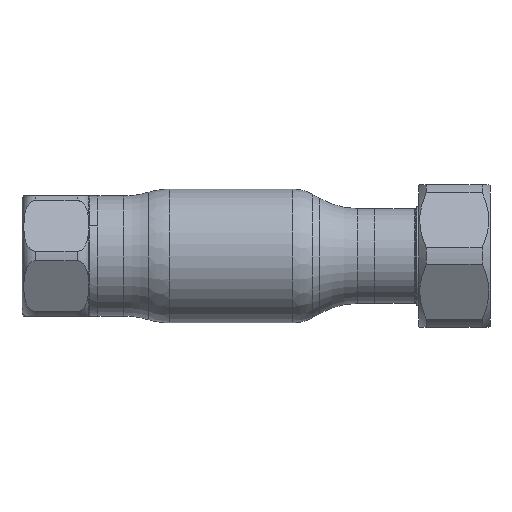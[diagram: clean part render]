
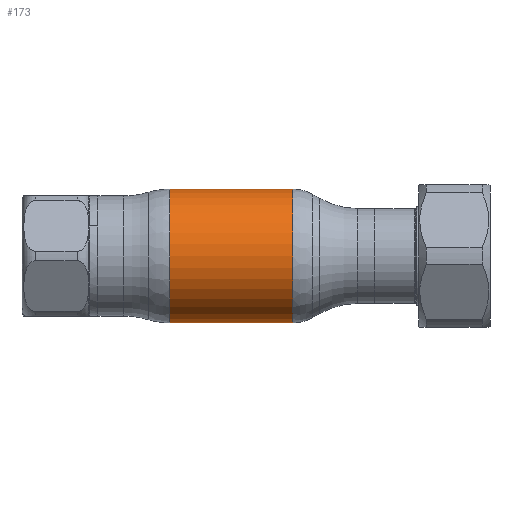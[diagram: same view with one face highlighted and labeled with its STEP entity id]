
A CAD part, front view. The second image highlights one B-rep face of the part: STEP entity #173.
In plain terms, the highlighted cylindrical face has radius 15 mm (diameter 30 mm), a partial arc.
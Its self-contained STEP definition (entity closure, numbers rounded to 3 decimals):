
#168 = FACE_OUTER_BOUND ( 'NONE', #20154, .T. ) ;
#173 = ADVANCED_FACE ( 'NONE', ( #168 ), #50265, .T. ) ;
#1252 = EDGE_CURVE ( 'NONE', #42008, #31380, #31638, .T. ) ;
#3989 = VERTEX_POINT ( 'NONE', #51238 ) ;
#7419 = VECTOR ( 'NONE', #57727, 1000. ) ;
#7691 = ORIENTED_EDGE ( 'NONE', *, *, #22268, .F. ) ;
#9638 = DIRECTION ( 'NONE',  ( 0., 0., -1. ) ) ;
#13729 = AXIS2_PLACEMENT_3D ( 'NONE', #22910, #45609, #19373 ) ;
#17581 = CARTESIAN_POINT ( 'NONE',  ( -13.909, 0., -15. ) ) ;
#19373 = DIRECTION ( 'NONE',  ( 0., 0., -1. ) ) ;
#20154 = EDGE_LOOP ( 'NONE', ( #52834, #38014, #57121, #7691 ) ) ;
#20425 = CARTESIAN_POINT ( 'NONE',  ( -13.909, 0., 15. ) ) ;
#20899 = VERTEX_POINT ( 'NONE', #20425 ) ;
#22268 = EDGE_CURVE ( 'NONE', #3989, #31380, #42243, .T. ) ;
#22788 = DIRECTION ( 'NONE',  ( 1., 0., 0. ) ) ;
#22910 = CARTESIAN_POINT ( 'NONE',  ( -13.909, 0., 0. ) ) ;
#23435 = AXIS2_PLACEMENT_3D ( 'NONE', #52053, #29329, #55571 ) ;
#26787 = LINE ( 'NONE', #44796, #7419 ) ;
#27761 = CIRCLE ( 'NONE', #13729, 15. ) ;
#27839 = DIRECTION ( 'NONE',  ( 1., 0., 0. ) ) ;
#29329 = DIRECTION ( 'NONE',  ( 1., 0., 0. ) ) ;
#31380 = VERTEX_POINT ( 'NONE', #31546 ) ;
#31546 = CARTESIAN_POINT ( 'NONE',  ( 13.588, 0., -15. ) ) ;
#31638 = LINE ( 'NONE', #45787, #54148 ) ;
#38014 = ORIENTED_EDGE ( 'NONE', *, *, #41738, .T. ) ;
#40851 = AXIS2_PLACEMENT_3D ( 'NONE', #45852, #27839, #9638 ) ;
#41738 = EDGE_CURVE ( 'NONE', #20899, #42008, #27761, .T. ) ;
#42008 = VERTEX_POINT ( 'NONE', #17581 ) ;
#42243 = CIRCLE ( 'NONE', #23435, 15. ) ;
#44796 = CARTESIAN_POINT ( 'NONE',  ( 62.69, 0., 15. ) ) ;
#45609 = DIRECTION ( 'NONE',  ( 1., 0., 0. ) ) ;
#45787 = CARTESIAN_POINT ( 'NONE',  ( 62.69, 0., -15. ) ) ;
#45852 = CARTESIAN_POINT ( 'NONE',  ( 62.69, 0., 0. ) ) ;
#50265 = CYLINDRICAL_SURFACE ( 'NONE', #40851, 15. ) ;
#51238 = CARTESIAN_POINT ( 'NONE',  ( 13.588, 0., 15. ) ) ;
#52053 = CARTESIAN_POINT ( 'NONE',  ( 13.588, 0., 0. ) ) ;
#52834 = ORIENTED_EDGE ( 'NONE', *, *, #58271, .F. ) ;
#54148 = VECTOR ( 'NONE', #22788, 1000. ) ;
#55571 = DIRECTION ( 'NONE',  ( 0., 0., -1. ) ) ;
#57121 = ORIENTED_EDGE ( 'NONE', *, *, #1252, .T. ) ;
#57727 = DIRECTION ( 'NONE',  ( 1., 0., 0. ) ) ;
#58271 = EDGE_CURVE ( 'NONE', #20899, #3989, #26787, .T. ) ;
